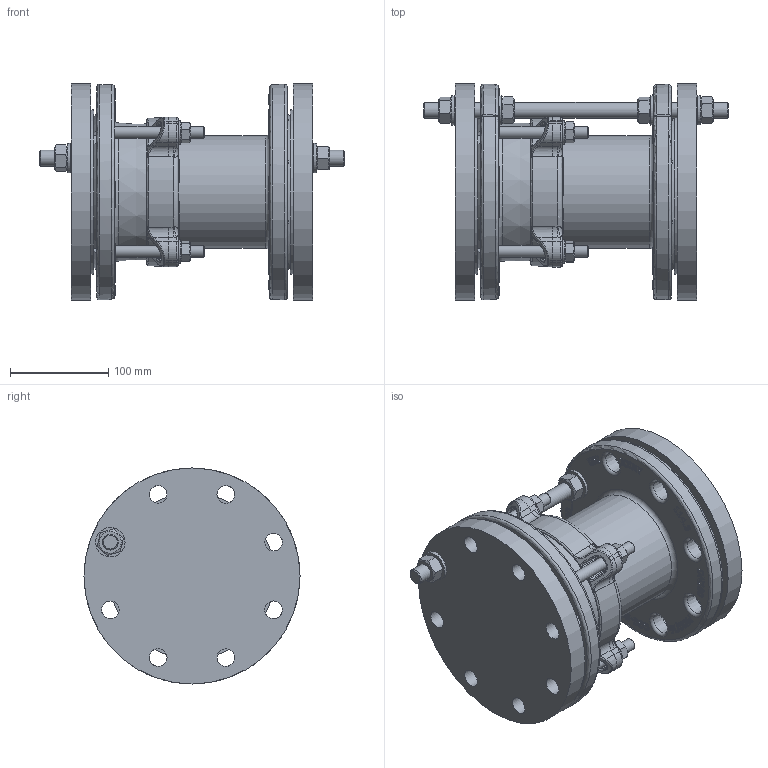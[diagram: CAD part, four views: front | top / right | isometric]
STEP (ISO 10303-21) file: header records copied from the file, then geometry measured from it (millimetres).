
FILE_DESCRIPTION(/* description */ ('PAS-10-CAST-DN100-PN10-16'),/* implementation_level */ '2;1');
FILE_NAME(/* name */ 'PAS-10-CAST-DN100-PN10-16.stp',/* time_stamp */ '2017-10-25T14:35:20+02:00',/* author */ ('HP-620 op ssd'),/* organization */ (''),/* preprocessor_version */ 'ST-DEVELOPER v16.5',/* originating_system */ 'Autodesk Inventor 2017',/* authorisation */ '');
FILE_SCHEMA (('AUTOMOTIVE_DESIGN { 1 0 10303 214 3 1 1 }'));
Products named in the file (19): PAS-10-CAST-DN100-PN10-16; FABodycast-PN10_16-DN100-OD114.3-RF-RB Slobgaten; 13000531; DN100-PN10_16 RF-Fpiece; 13005xx2; 13000018; Nut-M12-ST 8-HDG; Washer-M12-DIN125A-HDG-0001; 13000018_1; Nut-M12-ST 8-HDG_1; Washer-M12-DIN125A-HDG-0001_1; 13000018_2; Nut-M12-ST 8-HDG_2; Washer-M12-DIN125A-HDG-0001_2; Tierod-M16x310-8.8-HDG-0001; Washer-M16-DIN 125A-HDG-0001; Nut-M16-ST 8-HDG; ISO 7483 Non-metalic Flat Gasket Inside Bolt Circle - PN 40-M100-3; DIN 2527 Blank Flange Type B - PN 16 B 100 ND 16
Assembly tree (29 placements, depth 2):
  PAS-10-CAST-DN100-PN10-16
    FABodycast-PN10_16-DN100-OD114.3-RF-RB Slobgaten
    13000531
    DN100-PN10_16 RF-Fpiece
    13005xx2
    13000018
    Nut-M12-ST 8-HDG
    Washer-M12-DIN125A-HDG-0001
    13000018_1  x2
    Nut-M12-ST 8-HDG_1  x2
    Washer-M12-DIN125A-HDG-0001_1  x2
    13000018_2
    Nut-M12-ST 8-HDG_2
    Washer-M12-DIN125A-HDG-0001_2
    Washer-M16-DIN 125A-HDG-0001  x4
    Nut-M16-ST 8-HDG  x4
    Tierod-M16x310-8.8-HDG-0001
    DIN 2527 Blank Flange Type B - PN 16 B 100 ND 16  x2
    ISO 7483 Non-metalic Flat Gasket Inside Bolt Circle - PN 40-M100-3  x2
Bounding box: 310 x 220 x 220 mm (x, y, z)
Volume: 3322760.9 mm3; surface area: 677711.2 mm2
Topology: 29 solids, 29 shells, 2744 faces, 7208 edges, 4705 vertices
Faces by surface type: plane 1388, bspline 1027, cone 135, cylinder 115, torus 71, sphere 8
Full cylindrical faces by diameter (mm): 10.106 x4, 11.053 x4, 12 x4, 13.835 x4, 14 x4, 16 x1, 17 x4, 17.2 x4, 18 x16, 24 x4, 30 x4, 100 x1, 102.3 x1, 114.3 x2, 115 x2, 119.3 x1, 168 x2, 220 x2
Entity records: 102325 total; most frequent: CARTESIAN_POINT 41196, ORIENTED_EDGE 13694, DIRECTION 8632, EDGE_CURVE 6847, VERTEX_POINT 4544, LINE 4142, VECTOR 4142, EDGE_LOOP 3031
